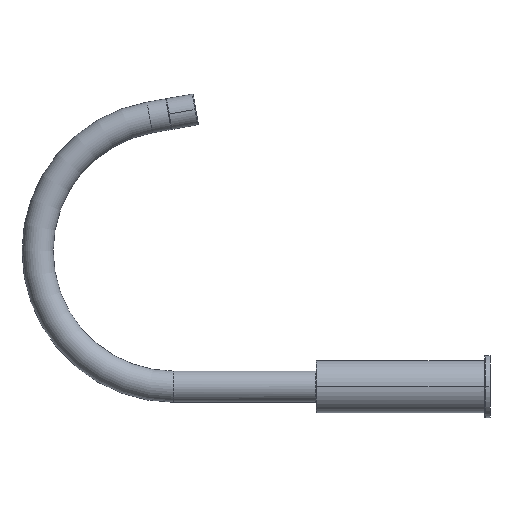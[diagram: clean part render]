
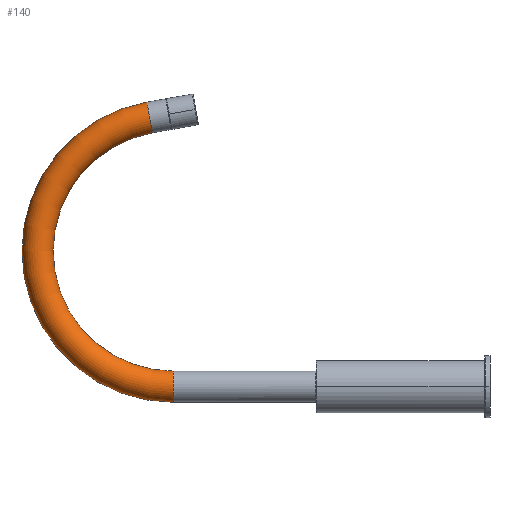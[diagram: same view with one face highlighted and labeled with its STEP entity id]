
A CAD part, left-side view. The second image highlights one B-rep face of the part: STEP entity #140.
In plain terms, the highlighted toroidal (fillet/blend) face has major radius 104.491 mm and minor radius 12 mm.
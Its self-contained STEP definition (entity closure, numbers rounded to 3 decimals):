
#140=ADVANCED_FACE('',(#282),#283,.T.);
#282=FACE_OUTER_BOUND('',#488,.T.);
#283=TOROIDAL_SURFACE('',#489,104.491,12.0);
#488=EDGE_LOOP('',(#1284,#1285,#1286,#1287));
#489=AXIS2_PLACEMENT_3D('',#1288,#1289,#1290);
#1284=ORIENTED_EDGE('',*,*,#1909,.T.);
#1285=ORIENTED_EDGE('',*,*,#1908,.F.);
#1286=ORIENTED_EDGE('',*,*,#1910,.F.);
#1287=ORIENTED_EDGE('',*,*,#1911,.T.);
#1288=CARTESIAN_POINT('',(0.,244.0,104.491));
#1289=DIRECTION('',(-1.0,-0.0,0.0));
#1290=DIRECTION('',(0.0,-0.174,-0.985));
#1908=EDGE_CURVE('',#2303,#2301,#2306,.T.);
#1909=EDGE_CURVE('',#2307,#2301,#2308,.T.);
#1910=EDGE_CURVE('',#2309,#2303,#2310,.T.);
#1911=EDGE_CURVE('',#2309,#2307,#2311,.T.);
#2301=VERTEX_POINT('',#2747);
#2303=VERTEX_POINT('',#2750);
#2306=CIRCLE('',#2754,12.0);
#2307=VERTEX_POINT('',#2755);
#2308=CIRCLE('',#2756,116.491);
#2309=VERTEX_POINT('',#2757);
#2310=CIRCLE('',#2758,92.491);
#2311=CIRCLE('',#2759,12.0);
#2747=CARTESIAN_POINT('',(0.,244.0,-12.0));
#2750=CARTESIAN_POINT('',(0.,244.0,12.0));
#2754=AXIS2_PLACEMENT_3D('',#3860,#3861,#3862);
#2755=CARTESIAN_POINT('',(0.,264.229,219.213));
#2756=AXIS2_PLACEMENT_3D('',#3863,#3864,#3865);
#2757=CARTESIAN_POINT('',(0.,260.061,195.578));
#2758=AXIS2_PLACEMENT_3D('',#3866,#3867,#3868);
#2759=AXIS2_PLACEMENT_3D('',#3869,#3870,#3871);
#3860=CARTESIAN_POINT('',(0.,244.0,0.));
#3861=DIRECTION('',(0.0,-1.0,0.0));
#3862=DIRECTION('',(0.0,0.0,1.0));
#3863=CARTESIAN_POINT('',(0.,244.0,104.491));
#3864=DIRECTION('',(-1.0,0.0,0.0));
#3865=DIRECTION('',(0.0,0.174,0.985));
#3866=CARTESIAN_POINT('',(0.,244.0,104.491));
#3867=DIRECTION('',(-1.0,0.0,0.0));
#3868=DIRECTION('',(0.0,0.174,0.985));
#3869=CARTESIAN_POINT('',(0.,262.145,207.395));
#3870=DIRECTION('',(0.0,0.985,-0.174));
#3871=DIRECTION('',(0.0,-0.174,-0.985));
